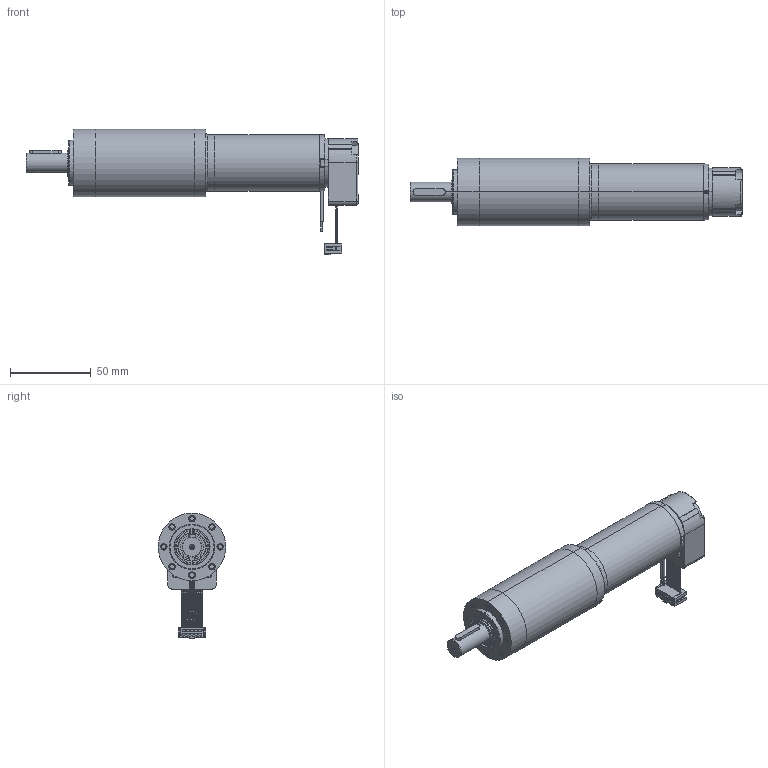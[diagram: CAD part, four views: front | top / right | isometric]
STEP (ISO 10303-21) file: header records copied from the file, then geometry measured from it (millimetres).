
FILE_DESCRIPTION(('STEP AP214'),'1');
FILE_NAME('cctmp_92345D2D-E208-4443-900B-1A12D25370FD_2022_3_3_0_44_25_766..stp','2022-03-02T23:44:27',('maxon motor ag'),('CADClick - www.CADClick.com'),'Spatial InterOp 3D',' ','unknown authorization');
FILE_SCHEMA(('AUTOMOTIVE_DESIGN'));
Length unit declared in the file: millimetre
Products named in the file (14): 0
Assembly tree (13 placements, depth 2):
  (unnamed)
    0
    0
    0
    0
    0
    0
    0
    0
    0
    0
    0
    0
    0
Bounding box: 206.2 x 42 x 78.2 mm (x, y, z)
Volume: 161561.6 mm3; surface area: 55277.8 mm2
Topology: 19 solids, 19 shells, 1717 faces, 4636 edges, 2961 vertices
Faces by surface type: plane 1171, cone 266, cylinder 251, torus 29
Entity records: 68630 total; most frequent: CARTESIAN_POINT 9686, ORIENTED_EDGE 9268, DIRECTION 8947, EDGE_CURVE 4634, LINE 3743, VECTOR 3743, VERTEX_POINT 2961, AXIS2_PLACEMENT_3D 2602
